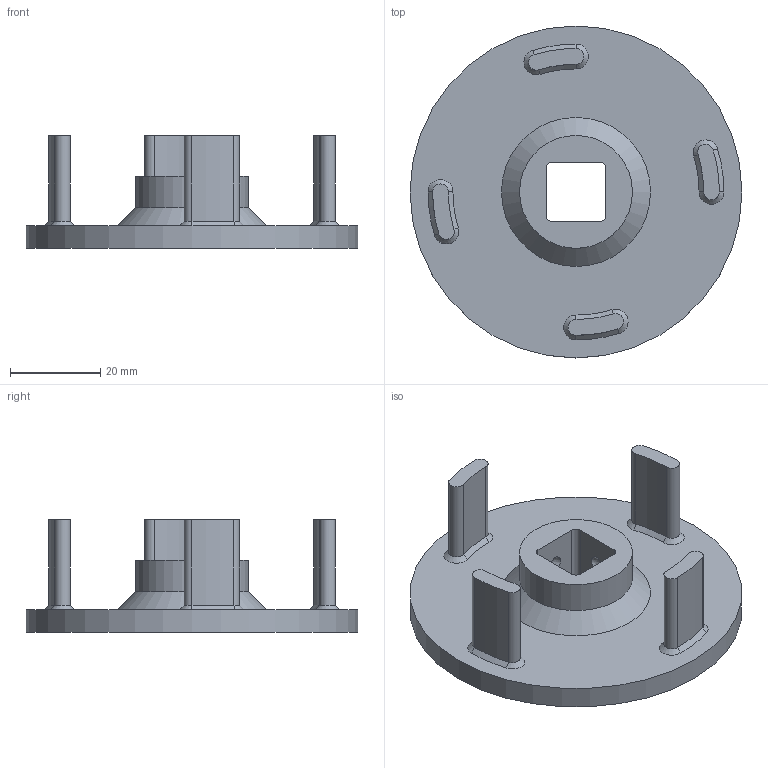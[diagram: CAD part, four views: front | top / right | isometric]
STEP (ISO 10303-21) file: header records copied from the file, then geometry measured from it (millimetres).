
FILE_DESCRIPTION(/* description */ (''),/* implementation_level */ '2;1');
FILE_NAME(/* name */ 'spool adapter v11.step',/* time_stamp */ '2020-09-24T11:27:53-07:00',/* author */ (''),/* organization */ (''),/* preprocessor_version */ 'ST-DEVELOPER v18.1',/* originating_system */ 'Autodesk Translation Framework v9.3.0.1241',/* authorisation */ '');
FILE_SCHEMA (('AUTOMOTIVE_DESIGN { 1 0 10303 214 3 1 1 }'));
Length unit declared in the file: millimetre
Products named in the file (1): spool adapter
Bounding box: 73.5 x 73.5 x 25 mm (x, y, z)
Volume: 27827.9 mm3; surface area: 13041.6 mm2
Topology: 1 solids, 1 shells, 58 faces, 128 edges, 81 vertices
Faces by surface type: cylinder 22, cone 21, plane 11, sphere 4
Full cylindrical faces by diameter (mm): 25 x1, 73.5 x1
Entity records: 1657 total; most frequent: DIRECTION 311, CARTESIAN_POINT 276, ORIENTED_EDGE 256, EDGE_CURVE 128, AXIS2_PLACEMENT_3D 128, VERTEX_POINT 81, EDGE_LOOP 69, CIRCLE 69
